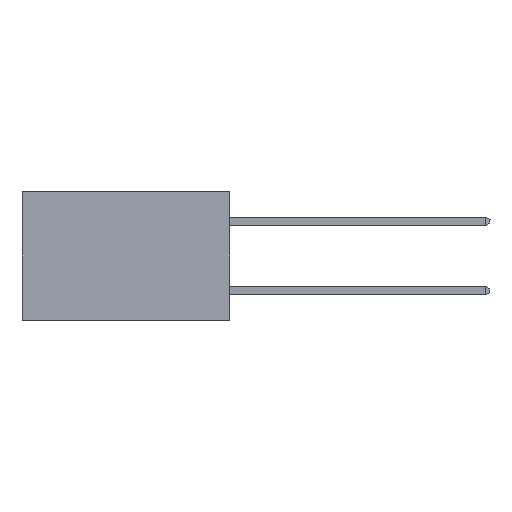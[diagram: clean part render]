
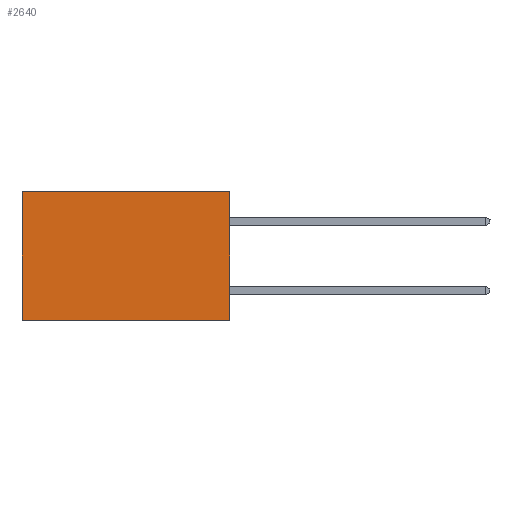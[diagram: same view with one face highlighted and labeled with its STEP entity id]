
A CAD part, left-side view. The second image highlights one B-rep face of the part: STEP entity #2640.
In plain terms, the highlighted planar face has unit normal (-1, 0, 0).
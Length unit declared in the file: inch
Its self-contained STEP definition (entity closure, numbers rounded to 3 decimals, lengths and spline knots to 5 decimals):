
#35 = EDGE_CURVE ( 'NONE', #6113, #7665, #10725, .T. ) ;
#231 = ORIENTED_EDGE ( 'NONE', *, *, #12300, .F. ) ;
#287 = EDGE_LOOP ( 'NONE', ( #8051, #12978, #231, #1158 ) ) ;
#628 = AXIS2_PLACEMENT_3D ( 'NONE', #11048, #6124, #10947 ) ;
#980 = CARTESIAN_POINT ( 'NONE',  ( 0.298, 0., 0. ) ) ;
#1158 = ORIENTED_EDGE ( 'NONE', *, *, #1411, .T. ) ;
#1411 = EDGE_CURVE ( 'NONE', #6154, #6113, #6171, .T. ) ;
#1738 = EDGE_CURVE ( 'NONE', #5289, #7665, #6348, .T. ) ;
#1824 = DIRECTION ( 'NONE',  ( 0., 0., -1. ) ) ;
#2010 = DIRECTION ( 'NONE',  ( 0., 1., 0. ) ) ;
#2409 = DIRECTION ( 'NONE',  ( 0., 1., 0. ) ) ;
#2640 = ADVANCED_FACE ( 'NONE', ( #8567 ), #14307, .F. ) ;
#3161 = VECTOR ( 'NONE', #2010, 39.37008 ) ;
#4497 = VECTOR ( 'NONE', #1824, 39.37008 ) ;
#4632 = CARTESIAN_POINT ( 'NONE',  ( 0.298, 0., -0.37 ) ) ;
#4741 = CARTESIAN_POINT ( 'NONE',  ( 0.298, 0., 0. ) ) ;
#5249 = CARTESIAN_POINT ( 'NONE',  ( 0.298, 0.6, 0. ) ) ;
#5289 = VERTEX_POINT ( 'NONE', #4632 ) ;
#6113 = VERTEX_POINT ( 'NONE', #12972 ) ;
#6124 = DIRECTION ( 'NONE',  ( 1., 0., 0. ) ) ;
#6154 = VERTEX_POINT ( 'NONE', #980 ) ;
#6171 = LINE ( 'NONE', #4741, #9532 ) ;
#6348 = LINE ( 'NONE', #12534, #3161 ) ;
#6473 = VECTOR ( 'NONE', #12252, 39.37008 ) ;
#7665 = VERTEX_POINT ( 'NONE', #14010 ) ;
#8051 = ORIENTED_EDGE ( 'NONE', *, *, #35, .T. ) ;
#8567 = FACE_OUTER_BOUND ( 'NONE', #287, .T. ) ;
#9532 = VECTOR ( 'NONE', #2409, 39.37008 ) ;
#9829 = CARTESIAN_POINT ( 'NONE',  ( 0.298, 0., 0. ) ) ;
#10725 = LINE ( 'NONE', #5249, #4497 ) ;
#10947 = DIRECTION ( 'NONE',  ( 0., 0., -1. ) ) ;
#11048 = CARTESIAN_POINT ( 'NONE',  ( 0.298, 0., 0. ) ) ;
#12252 = DIRECTION ( 'NONE',  ( 0., 0., -1. ) ) ;
#12300 = EDGE_CURVE ( 'NONE', #6154, #5289, #12650, .T. ) ;
#12534 = CARTESIAN_POINT ( 'NONE',  ( 0.298, 0., -0.37 ) ) ;
#12650 = LINE ( 'NONE', #9829, #6473 ) ;
#12972 = CARTESIAN_POINT ( 'NONE',  ( 0.298, 0.6, 0. ) ) ;
#12978 = ORIENTED_EDGE ( 'NONE', *, *, #1738, .F. ) ;
#14010 = CARTESIAN_POINT ( 'NONE',  ( 0.298, 0.6, -0.37 ) ) ;
#14307 = PLANE ( 'NONE',  #628 ) ;
